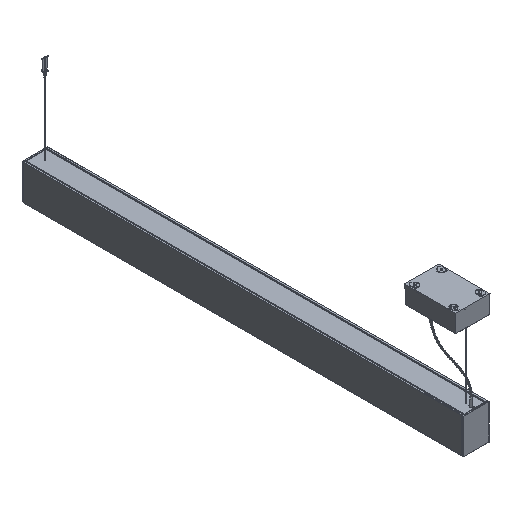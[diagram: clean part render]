
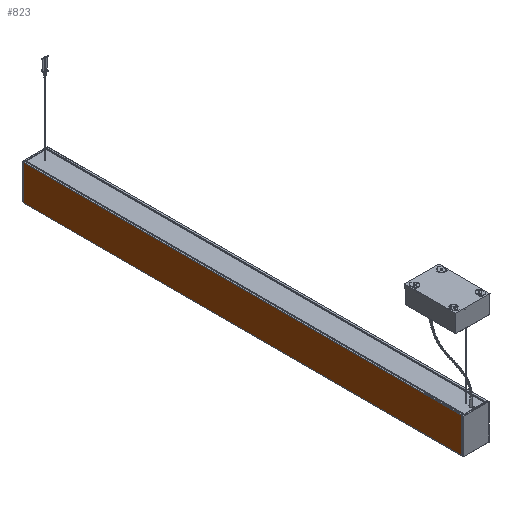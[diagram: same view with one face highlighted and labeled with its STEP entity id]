
A CAD part, isometric view. The second image highlights one B-rep face of the part: STEP entity #823.
In plain terms, the highlighted planar face has unit normal (1, 0, 0).
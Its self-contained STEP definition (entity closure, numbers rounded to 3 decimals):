
#823=ADVANCED_FACE('',(#1725),#13603,.T.);
#1725=FACE_OUTER_BOUND('',#2667,.T.);
#2667=EDGE_LOOP('',(#6306,#6307,#6308,#6309));
#6306=ORIENTED_EDGE('',*,*,#9114,.F.);
#6307=ORIENTED_EDGE('',*,*,#9112,.T.);
#6308=ORIENTED_EDGE('',*,*,#9113,.T.);
#6309=ORIENTED_EDGE('',*,*,#9111,.T.);
#9111=EDGE_CURVE('',#13164,#13163,#10658,.T.);
#9112=EDGE_CURVE('',#13165,#13166,#10659,.T.);
#9113=EDGE_CURVE('',#13166,#13164,#10660,.T.);
#9114=EDGE_CURVE('',#13165,#13163,#10661,.T.);
#10658=B_SPLINE_CURVE_WITH_KNOTS('',1,(#35714,#35715),.UNSPECIFIED.,.F.,
 .F.,(2,2),(0.,1120.),.UNSPECIFIED.);
#10659=B_SPLINE_CURVE_WITH_KNOTS('',1,(#35716,#35717),.UNSPECIFIED.,.F.,
 .F.,(2,2),(-1120.,0.),.UNSPECIFIED.);
#10660=B_SPLINE_CURVE_WITH_KNOTS('',1,(#35718,#35719),.UNSPECIFIED.,.F.,
 .F.,(2,2),(0.,89.4),.UNSPECIFIED.);
#10661=B_SPLINE_CURVE_WITH_KNOTS('',1,(#35720,#35721),.UNSPECIFIED.,.F.,
 .F.,(2,2),(0.,89.4),.UNSPECIFIED.);
#13163=VERTEX_POINT('',#35010);
#13164=VERTEX_POINT('',#35011);
#13165=VERTEX_POINT('',#35012);
#13166=VERTEX_POINT('',#35013);
#13603=PLANE('',#14577);
#14577=AXIS2_PLACEMENT_3D('',#34825,#14762,$);
#14762=DIRECTION('',(1.,0.,0.));
#34825=CARTESIAN_POINT('',(-32.5,-672.61,-43.9));
#35010=CARTESIAN_POINT('',(-32.5,560.,-34.35));
#35011=CARTESIAN_POINT('',(-32.5,-560.,-34.35));
#35012=CARTESIAN_POINT('',(-32.5,560.,55.05));
#35013=CARTESIAN_POINT('',(-32.5,-560.,55.05));
#35714=CARTESIAN_POINT('',(-32.5,-560.,-34.35));
#35715=CARTESIAN_POINT('',(-32.5,560.,-34.35));
#35716=CARTESIAN_POINT('',(-32.5,560.,55.05));
#35717=CARTESIAN_POINT('',(-32.5,-560.,55.05));
#35718=CARTESIAN_POINT('',(-32.5,-560.,55.05));
#35719=CARTESIAN_POINT('',(-32.5,-560.,-34.35));
#35720=CARTESIAN_POINT('',(-32.5,560.,55.05));
#35721=CARTESIAN_POINT('',(-32.5,560.,-34.35));
